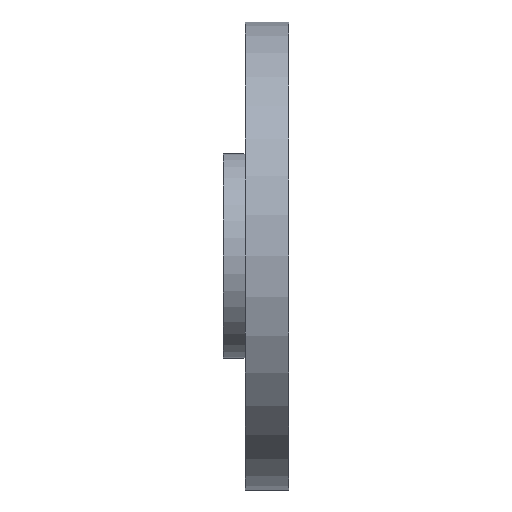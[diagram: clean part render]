
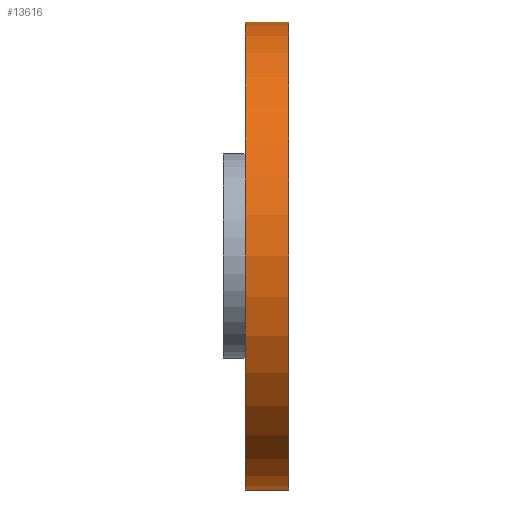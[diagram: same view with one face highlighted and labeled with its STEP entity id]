
A CAD part, left-side view. The second image highlights one B-rep face of the part: STEP entity #13616.
In plain terms, the highlighted cylindrical face has radius 15.99 mm (diameter 31.98 mm), a partial arc.
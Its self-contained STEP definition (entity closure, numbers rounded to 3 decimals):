
#1120 = EDGE_LOOP ( 'NONE', ( #7043, #10942, #1786, #11651 ) ) ;
#1191 = CARTESIAN_POINT ( 'NONE',  ( 0., 3., -15.99 ) ) ;
#1702 = CARTESIAN_POINT ( 'NONE',  ( 0., 0., -15.99 ) ) ;
#1786 = ORIENTED_EDGE ( 'NONE', *, *, #14062, .T. ) ;
#2348 = VERTEX_POINT ( 'NONE', #1702 ) ;
#2409 = EDGE_CURVE ( 'NONE', #12433, #9648, #9629, .T. ) ;
#2570 = DIRECTION ( 'NONE',  ( 0., 0., 1. ) ) ;
#2705 = CARTESIAN_POINT ( 'NONE',  ( 0., 3., 15.99 ) ) ;
#2856 = DIRECTION ( 'NONE',  ( 0., -1., 0. ) ) ;
#2879 = VECTOR ( 'NONE', #2856, 1000. ) ;
#3051 = CARTESIAN_POINT ( 'NONE',  ( 0., 3., 0. ) ) ;
#3602 = CARTESIAN_POINT ( 'NONE',  ( 0., 0., 15.99 ) ) ;
#4430 = CARTESIAN_POINT ( 'NONE',  ( 0., 3., 0. ) ) ;
#5152 = DIRECTION ( 'NONE',  ( 0., 1., 0. ) ) ;
#7043 = ORIENTED_EDGE ( 'NONE', *, *, #9500, .F. ) ;
#8278 = AXIS2_PLACEMENT_3D ( 'NONE', #3051, #15105, #14885 ) ;
#9328 = DIRECTION ( 'NONE',  ( 0., 1., 0. ) ) ;
#9500 = EDGE_CURVE ( 'NONE', #9648, #12845, #13783, .T. ) ;
#9629 = CIRCLE ( 'NONE', #14536, 15.99 ) ;
#9648 = VERTEX_POINT ( 'NONE', #2705 ) ;
#9853 = CARTESIAN_POINT ( 'NONE',  ( 0., 3., -15.99 ) ) ;
#10444 = VECTOR ( 'NONE', #14390, 1000. ) ;
#10942 = ORIENTED_EDGE ( 'NONE', *, *, #2409, .F. ) ;
#11109 = CARTESIAN_POINT ( 'NONE',  ( 0., 0., 0. ) ) ;
#11135 = CARTESIAN_POINT ( 'NONE',  ( 0., 3., 15.99 ) ) ;
#11281 = AXIS2_PLACEMENT_3D ( 'NONE', #11109, #5152, #2570 ) ;
#11420 = FACE_OUTER_BOUND ( 'NONE', #1120, .T. ) ;
#11651 = ORIENTED_EDGE ( 'NONE', *, *, #14511, .T. ) ;
#12433 = VERTEX_POINT ( 'NONE', #9853 ) ;
#12845 = VERTEX_POINT ( 'NONE', #3602 ) ;
#13616 = ADVANCED_FACE ( 'NONE', ( #11420 ), #15367, .T. ) ;
#13783 = LINE ( 'NONE', #11135, #2879 ) ;
#14062 = EDGE_CURVE ( 'NONE', #12433, #2348, #14908, .T. ) ;
#14390 = DIRECTION ( 'NONE',  ( 0., -1., 0. ) ) ;
#14511 = EDGE_CURVE ( 'NONE', #2348, #12845, #14675, .T. ) ;
#14536 = AXIS2_PLACEMENT_3D ( 'NONE', #4430, #9328, #15273 ) ;
#14675 = CIRCLE ( 'NONE', #11281, 15.99 ) ;
#14885 = DIRECTION ( 'NONE',  ( 0., 0., -1. ) ) ;
#14908 = LINE ( 'NONE', #1191, #10444 ) ;
#15105 = DIRECTION ( 'NONE',  ( 0., -1., 0. ) ) ;
#15273 = DIRECTION ( 'NONE',  ( 0., 0., 1. ) ) ;
#15367 = CYLINDRICAL_SURFACE ( 'NONE', #8278, 15.99 ) ;
